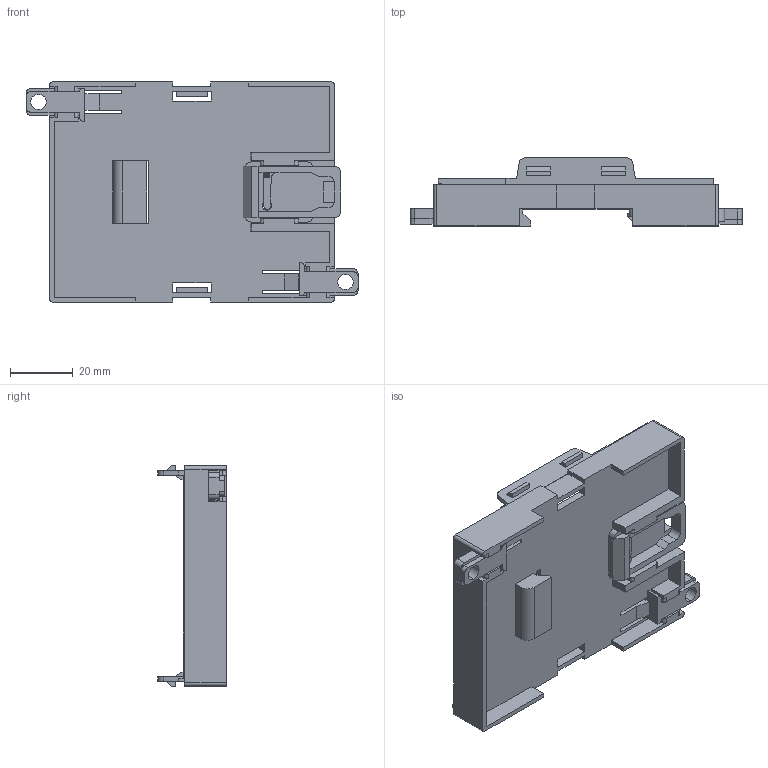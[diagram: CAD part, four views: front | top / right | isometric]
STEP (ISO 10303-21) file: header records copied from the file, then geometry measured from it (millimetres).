
FILE_DESCRIPTION(('FreeCAD Model'),'2;1');
FILE_NAME('Open CASCADE Shape Model','2025-07-22T11:43:14',('Author'),( ''),'Open CASCADE STEP processor 7.6','FreeCAD','Unknown');
FILE_SCHEMA(('AUTOMOTIVE_DESIGN { 1 0 10303 214 1 1 1 1 }'));
Length unit declared in the file: millimetre
Products named in the file (4): Unnamed; ray_kilidi; Rail_Lock001; base
Assembly tree (4 placements, depth 2):
  Unnamed
    ray_kilidi
    Rail_Lock001  x2
    base
Bounding box: 105.52 x 21.7 x 70.2 mm (x, y, z)
Volume: 25714.9 mm3; surface area: 25697.7 mm2
Topology: 4 solids, 4 shells, 355 faces, 1026 edges, 680 vertices
Faces by surface type: plane 278, cylinder 77
Entity records: 11027 total; most frequent: CARTESIAN_POINT 1943, ORIENTED_EDGE 1932, DIRECTION 1784, EDGE_CURVE 966, LINE 822, VECTOR 822, VERTEX_POINT 640, AXIS2_PLACEMENT_3D 481
